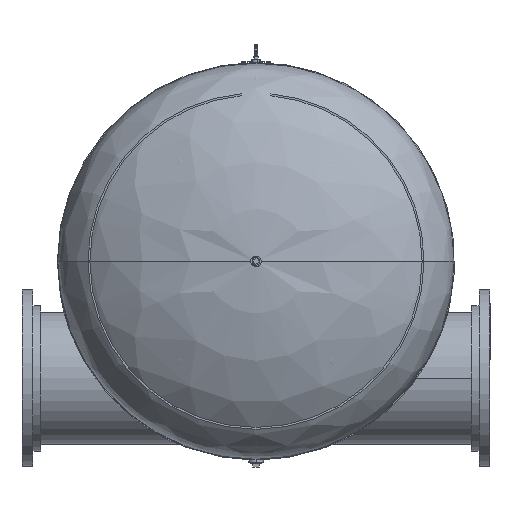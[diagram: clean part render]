
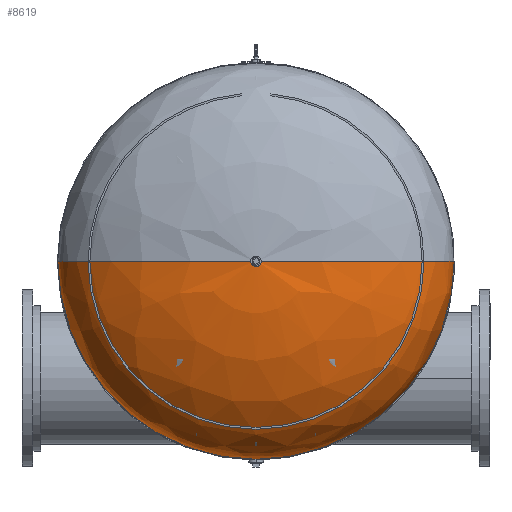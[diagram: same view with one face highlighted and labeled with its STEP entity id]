
A CAD part, front view. The second image highlights one B-rep face of the part: STEP entity #8619.
In plain terms, the highlighted free-form (B-spline) face has degree [3, 3] with [4, 4] control points.
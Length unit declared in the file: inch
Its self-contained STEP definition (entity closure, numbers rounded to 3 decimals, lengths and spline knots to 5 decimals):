
#822 = CARTESIAN_POINT ( 'NONE',  ( -33., 1.3135, 0. ) ) ;
#920 = ORIENTED_EDGE ( 'NONE', *, *, #16816, .F. ) ;
#998 = CARTESIAN_POINT ( 'NONE',  ( 19.72945, 17.74792, 39.45891 ) ) ;
#1090 = CARTESIAN_POINT ( 'NONE',  ( -19.72945, 17.74792, 39.45891 ) ) ;
#1466 = CARTESIAN_POINT ( 'NONE',  ( 33., 1.3135, 0. ) ) ;
#2054 = DIRECTION ( 'NONE',  ( 1., 0., 0. ) ) ;
#2459 = CARTESIAN_POINT ( 'NONE',  ( -19.72945, 17.74792, 0. ) ) ;
#2599 = CARTESIAN_POINT ( 'NONE',  ( 0.75, 17.9657, 0. ) ) ;
#2645 = CARTESIAN_POINT ( 'NONE',  ( -19.72945, 17.74792, 0. ) ) ;
#3440 = CARTESIAN_POINT ( 'NONE',  ( 0., 1.3135, 0. ) ) ;
#3675 = CARTESIAN_POINT ( 'NONE',  ( -33., 10.89571, 66. ) ) ;
#3844 = CARTESIAN_POINT ( 'NONE',  ( 0.75, 17.9657, 0. ) ) ;
#3856 = EDGE_CURVE ( 'NONE', #10233, #5325, #9251, .T. ) ;
#3933 = CARTESIAN_POINT ( 'NONE',  ( -0.75, 17.9657, 0. ) ) ;
#4069 = EDGE_CURVE ( 'NONE', #17036, #5675, #5772, .T. ) ;
#4586 = CARTESIAN_POINT ( 'NONE',  ( 0.75, 17.9657, 0. ) ) ;
#4890 = CARTESIAN_POINT ( 'NONE',  ( -33., 1.3135, 0. ) ) ;
#5325 = VERTEX_POINT ( 'NONE', #11728 ) ;
#5675 = VERTEX_POINT ( 'NONE', #4890 ) ;
#5678 = CARTESIAN_POINT ( 'NONE',  ( 33., 10.89571, 0. ) ) ;
#5772 =( BOUNDED_CURVE ( )  B_SPLINE_CURVE ( 3, ( #14180, #2645, #16661, #14097 ),
 .UNSPECIFIED., .F., .F. ) 
 B_SPLINE_CURVE_WITH_KNOTS ( ( 4, 4 ),
 ( 4.73512, 6.28319 ),
 .UNSPECIFIED. ) 
 CURVE ( )  GEOMETRIC_REPRESENTATION_ITEM ( )  RATIONAL_B_SPLINE_CURVE ( ( 1., 0.81, 0.81, 1. ) ) 
 REPRESENTATION_ITEM ( '' )  );
#6059 = CARTESIAN_POINT ( 'NONE',  ( -0.75, 17.9657, 0. ) ) ;
#6419 = DIRECTION ( 'NONE',  ( 1., 0., 0. ) ) ;
#6522 = CARTESIAN_POINT ( 'NONE',  ( 19.72945, 17.74792, 0. ) ) ;
#7451 = AXIS2_PLACEMENT_3D ( 'NONE', #10935, #16541, #6419 ) ;
#7775 =( BOUNDED_SURFACE ( )  B_SPLINE_SURFACE ( 3, 3, ( 
 ( #3844, #16306, #17949, #3933 ),
 ( #6522, #998, #1090, #2459 ),
 ( #11996, #15200, #3675, #13817 ),
 ( #17684, #15102, #8088, #822 ) ),
 .UNSPECIFIED., .F., .F., .F. ) 
 B_SPLINE_SURFACE_WITH_KNOTS ( ( 4, 4 ),
 ( 4, 4 ),
 ( 0., 1. ),
 ( 0., 1. ),
 .UNSPECIFIED. ) 
 GEOMETRIC_REPRESENTATION_ITEM ( )  RATIONAL_B_SPLINE_SURFACE ( (
 ( 1., 0.333, 0.333, 1.),
 ( 0.81, 0.27, 0.27, 0.81),
 ( 0.81, 0.27, 0.27, 0.81),
 ( 1., 0.333, 0.333, 1.) ) ) 
 REPRESENTATION_ITEM ( '' )  SURFACE ( )  );
#8088 = CARTESIAN_POINT ( 'NONE',  ( -33., 1.3135, 66. ) ) ;
#8619 = ADVANCED_FACE ( 'NONE', ( #10955 ), #7775, .F. ) ;
#8792 = EDGE_LOOP ( 'NONE', ( #11113, #9045, #11488, #920, #17391 ) ) ;
#9045 = ORIENTED_EDGE ( 'NONE', *, *, #4069, .T. ) ;
#9251 = CIRCLE ( 'NONE', #16895, 0.75 ) ;
#9544 = EDGE_CURVE ( 'NONE', #5325, #17036, #12465, .T. ) ;
#10233 = VERTEX_POINT ( 'NONE', #2599 ) ;
#10607 = DIRECTION ( 'NONE',  ( 0., -1., 0. ) ) ;
#10694 = DIRECTION ( 'NONE',  ( 1., 0., 0. ) ) ;
#10935 = CARTESIAN_POINT ( 'NONE',  ( 0., 17.9657, 0. ) ) ;
#10955 = FACE_OUTER_BOUND ( 'NONE', #8792, .T. ) ;
#11113 = ORIENTED_EDGE ( 'NONE', *, *, #9544, .T. ) ;
#11488 = ORIENTED_EDGE ( 'NONE', *, *, #13615, .F. ) ;
#11515 = CARTESIAN_POINT ( 'NONE',  ( 19.72945, 17.74792, 0. ) ) ;
#11728 = CARTESIAN_POINT ( 'NONE',  ( 0., 17.9657, 0.75 ) ) ;
#11996 = CARTESIAN_POINT ( 'NONE',  ( 33., 10.89571, 0. ) ) ;
#12465 = CIRCLE ( 'NONE', #7451, 0.75 ) ;
#12892 = AXIS2_PLACEMENT_3D ( 'NONE', #3440, #16249, #2054 ) ;
#13335 = VERTEX_POINT ( 'NONE', #15973 ) ;
#13615 = EDGE_CURVE ( 'NONE', #13335, #5675, #18169, .T. ) ;
#13817 = CARTESIAN_POINT ( 'NONE',  ( -33., 10.89571, 0. ) ) ;
#14097 = CARTESIAN_POINT ( 'NONE',  ( -33., 1.3135, 0. ) ) ;
#14180 = CARTESIAN_POINT ( 'NONE',  ( -0.75, 17.9657, 0. ) ) ;
#15102 = CARTESIAN_POINT ( 'NONE',  ( 33., 1.3135, 66. ) ) ;
#15200 = CARTESIAN_POINT ( 'NONE',  ( 33., 10.89571, 66. ) ) ;
#15973 = CARTESIAN_POINT ( 'NONE',  ( 33., 1.3135, 0. ) ) ;
#16249 = DIRECTION ( 'NONE',  ( 0., -1., 0. ) ) ;
#16306 = CARTESIAN_POINT ( 'NONE',  ( 0.75, 17.9657, 1.5 ) ) ;
#16400 = CARTESIAN_POINT ( 'NONE',  ( 0., 17.9657, 0. ) ) ;
#16541 = DIRECTION ( 'NONE',  ( 0., -1., 0. ) ) ;
#16661 = CARTESIAN_POINT ( 'NONE',  ( -33., 10.89571, 0. ) ) ;
#16816 = EDGE_CURVE ( 'NONE', #10233, #13335, #17788, .T. ) ;
#16895 = AXIS2_PLACEMENT_3D ( 'NONE', #16400, #10607, #10694 ) ;
#17036 = VERTEX_POINT ( 'NONE', #6059 ) ;
#17391 = ORIENTED_EDGE ( 'NONE', *, *, #3856, .T. ) ;
#17684 = CARTESIAN_POINT ( 'NONE',  ( 33., 1.3135, 0. ) ) ;
#17788 =( BOUNDED_CURVE ( )  B_SPLINE_CURVE ( 3, ( #4586, #11515, #5678, #1466 ),
 .UNSPECIFIED., .F., .F. ) 
 B_SPLINE_CURVE_WITH_KNOTS ( ( 4, 4 ),
 ( 4.73512, 6.28319 ),
 .UNSPECIFIED. ) 
 CURVE ( )  GEOMETRIC_REPRESENTATION_ITEM ( )  RATIONAL_B_SPLINE_CURVE ( ( 1., 0.81, 0.81, 1. ) ) 
 REPRESENTATION_ITEM ( '' )  );
#17949 = CARTESIAN_POINT ( 'NONE',  ( -0.75, 17.9657, 1.5 ) ) ;
#18169 = CIRCLE ( 'NONE', #12892, 33. ) ;
